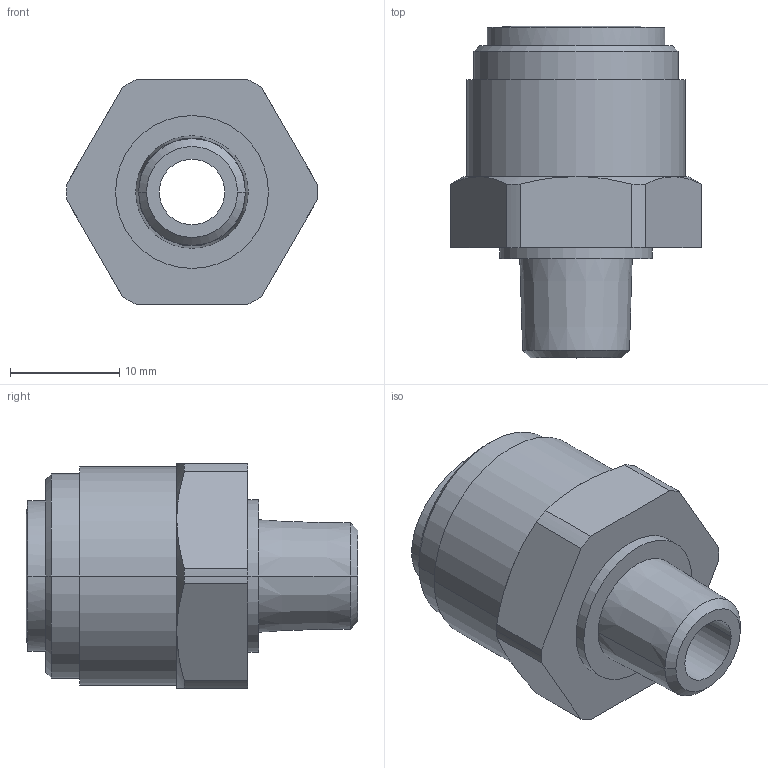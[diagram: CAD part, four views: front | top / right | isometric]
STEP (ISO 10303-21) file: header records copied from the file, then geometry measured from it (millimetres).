
FILE_DESCRIPTION (( 'STEP AP214' ), '1' );
FILE_NAME ('MS38-18N-P.step', '2017-08-29T20:49:31', ( '' ), ( '' ), 'SwSTEP 2.0', 'SolidWorks 2017', '' );
FILE_SCHEMA (( 'AUTOMOTIVE_DESIGN' ));
Length unit declared in the file: inch
Products named in the file (1): MS38-18N-P
Bounding box: 23 x 30.4 x 20.6 mm (x, y, z)
Volume: 5460.8 mm3; surface area: 3014.1 mm2
Topology: 1 solids, 1 shells, 49 faces, 115 edges, 73 vertices
Faces by surface type: cylinder 17, cone 13, plane 13, bspline 6
Entity records: 2270 total; most frequent: CARTESIAN_POINT 1123, DIRECTION 232, ORIENTED_EDGE 230, EDGE_CURVE 115, AXIS2_PLACEMENT_3D 98, VERTEX_POINT 73, EDGE_LOOP 56, CIRCLE 54
